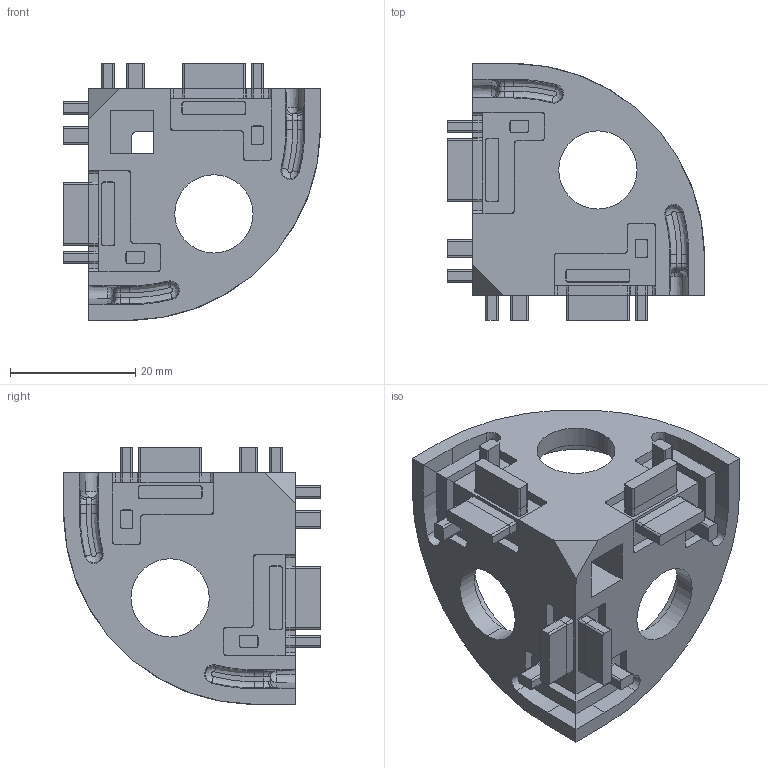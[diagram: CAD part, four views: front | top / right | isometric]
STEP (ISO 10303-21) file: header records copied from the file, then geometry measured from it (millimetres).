
FILE_DESCRIPTION (( 'STEP AP214' ), '1' );
FILE_NAME ('6261440', '2019-01-28T17:11:46', ( '' ), ('JUGARD+KÜNSTNER GmbH'), 'SwSTEP 2.0', 'SolidWorks 2017', '' );
FILE_SCHEMA (( 'AUTOMOTIVE_DESIGN' ));
Length unit declared in the file: millimetre
Products named in the file (1): 6261440
Bounding box: 41 x 41 x 41 mm (x, y, z)
Volume: 13009.4 mm3; surface area: 8909 mm2
Topology: 1 solids, 1 shells, 398 faces, 978 edges, 596 vertices
Faces by surface type: plane 180, cone 93, cylinder 81, bspline 44
Entity records: 12470 total; most frequent: CARTESIAN_POINT 3131, ORIENTED_EDGE 1956, DIRECTION 1942, EDGE_CURVE 978, AXIS2_PLACEMENT_3D 677, VERTEX_POINT 596, LINE 588, VECTOR 588
